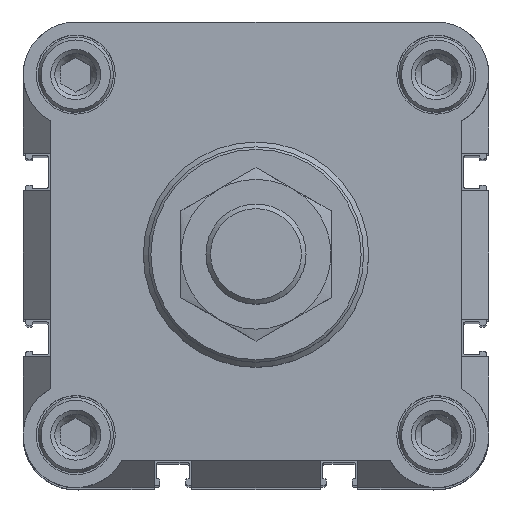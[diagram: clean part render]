
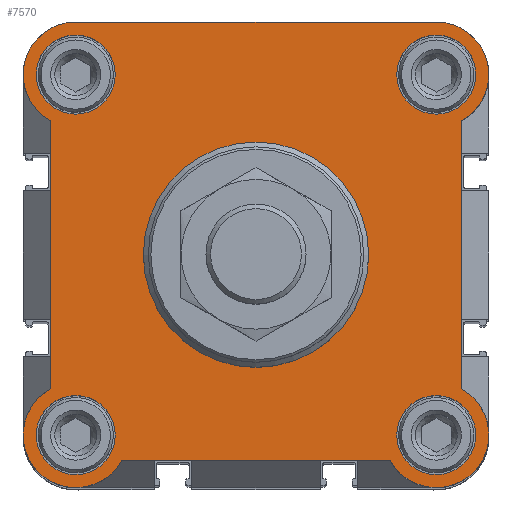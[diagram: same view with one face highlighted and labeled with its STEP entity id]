
A CAD part, top view. The second image highlights one B-rep face of the part: STEP entity #7570.
In plain terms, the highlighted planar face has unit normal (0, 0, 1).
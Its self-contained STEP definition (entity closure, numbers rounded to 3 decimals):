
#379=LINE('',#11882,#1093);
#396=LINE('',#11919,#1110);
#405=LINE('',#11937,#1119);
#406=LINE('',#11943,#1120);
#1093=VECTOR('',#9295,1000.);
#1110=VECTOR('',#9324,1000.);
#1119=VECTOR('',#9339,1000.);
#1120=VECTOR('',#9346,1000.);
#1633=PLANE('',#8178);
#2345=ORIENTED_EDGE('',*,*,#4464,.T.);
#2346=ORIENTED_EDGE('',*,*,#4465,.T.);
#2347=ORIENTED_EDGE('',*,*,#4466,.T.);
#2348=ORIENTED_EDGE('',*,*,#4467,.T.);
#2349=ORIENTED_EDGE('',*,*,#4468,.T.);
#2350=ORIENTED_EDGE('',*,*,#4408,.T.);
#2351=ORIENTED_EDGE('',*,*,#4403,.T.);
#2352=ORIENTED_EDGE('',*,*,#4438,.T.);
#2353=ORIENTED_EDGE('',*,*,#4418,.T.);
#2354=ORIENTED_EDGE('',*,*,#4428,.T.);
#2355=ORIENTED_EDGE('',*,*,#4430,.T.);
#2356=ORIENTED_EDGE('',*,*,#4441,.T.);
#2357=ORIENTED_EDGE('',*,*,#4413,.T.);
#4403=EDGE_CURVE('',#5460,#5464,#6010,.T.);
#4408=EDGE_CURVE('',#5469,#5460,#379,.T.);
#4413=EDGE_CURVE('',#5472,#5469,#6011,.T.);
#4418=EDGE_CURVE('',#5476,#5475,#6012,.T.);
#4428=EDGE_CURVE('',#5475,#5482,#396,.T.);
#4430=EDGE_CURVE('',#5482,#5483,#6013,.T.);
#4438=EDGE_CURVE('',#5464,#5476,#405,.T.);
#4441=EDGE_CURVE('',#5483,#5472,#406,.T.);
#4464=EDGE_CURVE('',#5512,#5512,#6025,.T.);
#4465=EDGE_CURVE('',#5513,#5513,#6026,.T.);
#4466=EDGE_CURVE('',#5514,#5514,#6027,.T.);
#4467=EDGE_CURVE('',#5515,#5515,#6028,.T.);
#4468=EDGE_CURVE('',#5516,#5516,#6029,.T.);
#5460=VERTEX_POINT('',#11863);
#5464=VERTEX_POINT('',#11871);
#5469=VERTEX_POINT('',#11883);
#5472=VERTEX_POINT('',#11892);
#5475=VERTEX_POINT('',#11900);
#5476=VERTEX_POINT('',#11902);
#5482=VERTEX_POINT('',#11918);
#5483=VERTEX_POINT('',#11922);
#5512=VERTEX_POINT('',#11990);
#5513=VERTEX_POINT('',#11992);
#5514=VERTEX_POINT('',#11994);
#5515=VERTEX_POINT('',#11996);
#5516=VERTEX_POINT('',#11998);
#6010=CIRCLE('',#8154,10.5);
#6011=CIRCLE('',#8157,10.5);
#6012=CIRCLE('',#8160,10.5);
#6013=CIRCLE('',#8163,10.5);
#6025=CIRCLE('',#8179,22.5);
#6026=CIRCLE('',#8180,7.9);
#6027=CIRCLE('',#8181,7.9);
#6028=CIRCLE('',#8182,7.9);
#6029=CIRCLE('',#8183,7.9);
#6290=EDGE_LOOP('',(#2345));
#6291=EDGE_LOOP('',(#2346));
#6292=EDGE_LOOP('',(#2347));
#6293=EDGE_LOOP('',(#2348));
#6294=EDGE_LOOP('',(#2349));
#6295=EDGE_LOOP('',(#2350,#2351,#2352,#2353,#2354,#2355,#2356,#2357));
#6868=FACE_BOUND('',#6290,.T.);
#6869=FACE_BOUND('',#6291,.T.);
#6870=FACE_BOUND('',#6292,.T.);
#6871=FACE_BOUND('',#6293,.T.);
#6872=FACE_BOUND('',#6294,.T.);
#6873=FACE_BOUND('',#6295,.T.);
#7570=ADVANCED_FACE('',(#6868,#6869,#6870,#6871,#6872,#6873),#1633,.T.);
#8154=AXIS2_PLACEMENT_3D('',#11872,#9287,#9288);
#8157=AXIS2_PLACEMENT_3D('',#11891,#9302,#9303);
#8160=AXIS2_PLACEMENT_3D('',#11901,#9311,#9312);
#8163=AXIS2_PLACEMENT_3D('',#11923,#9328,#9329);
#8178=AXIS2_PLACEMENT_3D('',#11988,#9380,#9381);
#8179=AXIS2_PLACEMENT_3D('',#11989,#9382,#9383);
#8180=AXIS2_PLACEMENT_3D('',#11991,#9384,#9385);
#8181=AXIS2_PLACEMENT_3D('',#11993,#9386,#9387);
#8182=AXIS2_PLACEMENT_3D('',#11995,#9388,#9389);
#8183=AXIS2_PLACEMENT_3D('',#11997,#9390,#9391);
#9287=DIRECTION('',(0.,0.,1.));
#9288=DIRECTION('',(1.,0.,0.));
#9295=DIRECTION('',(0.,-1.,0.));
#9302=DIRECTION('',(0.,0.,1.));
#9303=DIRECTION('',(1.,0.,0.));
#9311=DIRECTION('',(0.,0.,1.));
#9312=DIRECTION('',(1.,0.,0.));
#9324=DIRECTION('',(0.,1.,0.));
#9328=DIRECTION('',(0.,0.,1.));
#9329=DIRECTION('',(1.,0.,0.));
#9339=DIRECTION('',(1.,0.,0.));
#9346=DIRECTION('',(-1.,0.,0.));
#9380=DIRECTION('',(0.,0.,1.));
#9381=DIRECTION('',(1.,0.,0.));
#9382=DIRECTION('',(0.,0.,-1.));
#9383=DIRECTION('',(-1.,0.,0.));
#9384=DIRECTION('',(0.,0.,-1.));
#9385=DIRECTION('',(-1.,0.,0.));
#9386=DIRECTION('',(0.,0.,-1.));
#9387=DIRECTION('',(-1.,0.,0.));
#9388=DIRECTION('',(0.,0.,-1.));
#9389=DIRECTION('',(-1.,0.,0.));
#9390=DIRECTION('',(0.,0.,-1.));
#9391=DIRECTION('',(-1.,0.,0.));
#11863=CARTESIAN_POINT('',(-41.,-26.767,0.));
#11871=CARTESIAN_POINT('',(-26.767,-41.,0.));
#11872=CARTESIAN_POINT('',(-36.,-36.,0.));
#11882=CARTESIAN_POINT('',(-41.,26.767,0.));
#11883=CARTESIAN_POINT('',(-41.,26.767,0.));
#11891=CARTESIAN_POINT('',(-36.,36.,0.));
#11892=CARTESIAN_POINT('',(-36.,46.5,0.));
#11900=CARTESIAN_POINT('',(41.,-26.767,0.));
#11901=CARTESIAN_POINT('',(36.,-36.,0.));
#11902=CARTESIAN_POINT('',(26.767,-41.,0.));
#11918=CARTESIAN_POINT('',(41.,26.767,0.));
#11919=CARTESIAN_POINT('',(41.,-26.767,0.));
#11922=CARTESIAN_POINT('',(36.,46.5,0.));
#11923=CARTESIAN_POINT('',(36.,36.,0.));
#11937=CARTESIAN_POINT('',(-26.767,-41.,0.));
#11943=CARTESIAN_POINT('',(36.,46.5,0.));
#11988=CARTESIAN_POINT('',(-36.,-36.,0.));
#11989=CARTESIAN_POINT('',(0.,0.,0.));
#11990=CARTESIAN_POINT('',(-22.5,0.,0.));
#11991=CARTESIAN_POINT('',(-36.,36.,0.));
#11992=CARTESIAN_POINT('',(-43.9,36.,0.));
#11993=CARTESIAN_POINT('',(-36.,-36.,0.));
#11994=CARTESIAN_POINT('',(-43.9,-36.,0.));
#11995=CARTESIAN_POINT('',(36.,-36.,0.));
#11996=CARTESIAN_POINT('',(28.1,-36.,0.));
#11997=CARTESIAN_POINT('',(36.,36.,0.));
#11998=CARTESIAN_POINT('',(28.1,36.,0.));
